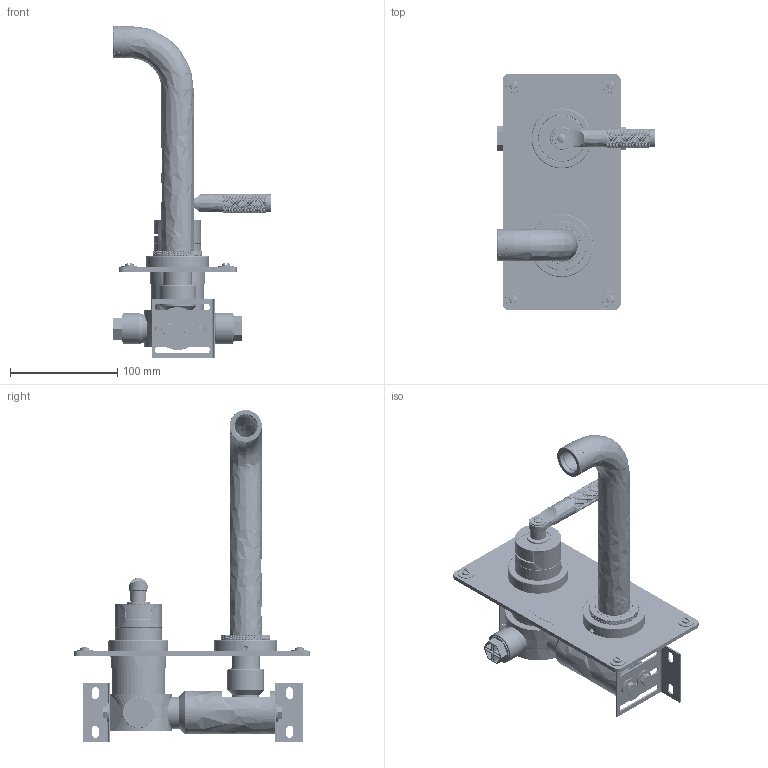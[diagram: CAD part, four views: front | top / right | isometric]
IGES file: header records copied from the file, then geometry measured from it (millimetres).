
Global section: file name: V7K35-2LK; native system: Autodesk Inventor 2018; preprocessor: unknown; author: rclarke; date: 20171129.091717; units: millimetre
Bounding box: 147.1 x 220 x 309.4 mm (x, y, z)
Volume: 562321.9 mm3; surface area: 289447.5 mm2
Topology: 61 solids, 61 shells, 13342 faces, 28771 edges, 15664 vertices
Faces by surface type: bspline 13342
